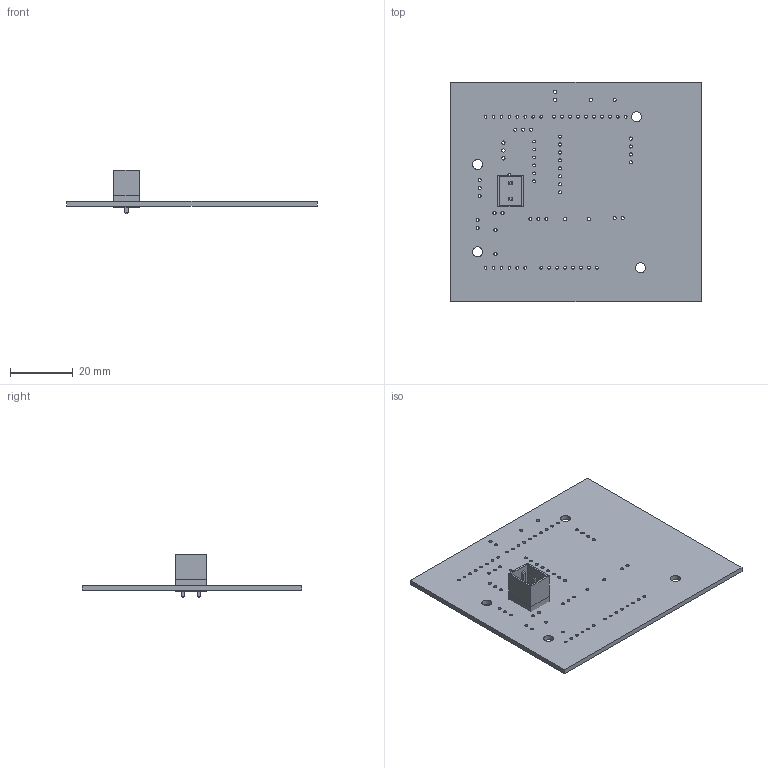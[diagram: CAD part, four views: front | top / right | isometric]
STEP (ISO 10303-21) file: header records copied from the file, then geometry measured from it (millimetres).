
FILE_DESCRIPTION(('for SolidWorks'),'2;1');
FILE_NAME('final project lower PCB.step', '2023-09-27T08:27:33',('Mohsen'),(''), 'Open CASCADE STEP processor 6.6','DipTrace','Unknown');
FILE_SCHEMA(('AUTOMOTIVE_DESIGN { 1 0 10303 214 1 1 1 1 }'));
Length unit declared in the file: millimetre
Products named in the file (3): PCB_final_project_lower_PCB; Board_final_project_lower_PCB; 395210002
Assembly tree (2 placements, depth 2):
  PCB_final_project_lower_PCB
    Board_final_project_lower_PCB
    395210002
Bounding box: 80 x 70 x 14 mm (x, y, z)
Volume: 9253.8 mm3; surface area: 12941 mm2
Topology: 4 solids, 4 shells, 139 faces, 370 edges, 240 vertices
Faces by surface type: cylinder 82, plane 57
Full cylindrical faces by diameter (mm): 0.9 x43, 1 x35, 3.175 x4
Entity records: 4777 total; most frequent: DIRECTION 818, CARTESIAN_POINT 752, ORIENTED_EDGE 740, EDGE_CURVE 370, FACE_BOUND 308, EDGE_LOOP 308, AXIS2_PLACEMENT_3D 306, VERTEX_POINT 240
